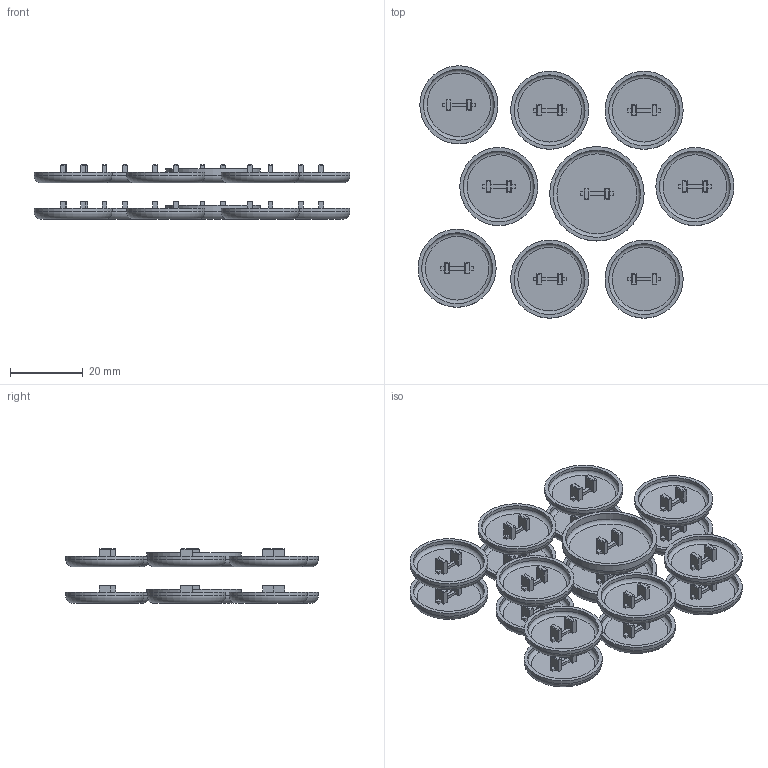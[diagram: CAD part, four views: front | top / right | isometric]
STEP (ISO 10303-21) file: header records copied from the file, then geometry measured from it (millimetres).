
FILE_DESCRIPTION(('FreeCAD Model'),'2;1');
FILE_NAME('Open CASCADE Shape Model','2024-01-13T12:00:15',(''),(''), 'Open CASCADE STEP processor 7.6','FreeCAD','Unknown');
FILE_SCHEMA(('AUTOMOTIVE_DESIGN { 1 0 10303 214 1 1 1 1 }'));
Length unit declared in the file: millimetre
Products named in the file (4): Assembly; LCS_Origin; Body
Assembly tree (19 placements, depth 2):
  Assembly
    LCS_Origin
    Body  x2
    Body  x16
Bounding box: 87 x 69.5 x 15 mm (x, y, z)
Volume: 9284.4 mm3; surface area: 19819.8 mm2
Topology: 18 solids, 18 shells, 648 faces, 1548 edges, 972 vertices
Faces by surface type: plane 576, cylinder 36, torus 36
Full cylindrical faces by diameter (mm): 19.5 x16, 21.5 x16, 24 x2, 26 x2
Entity records: 2248 total; most frequent: CARTESIAN_POINT 372, DIRECTION 372, ORIENTED_EDGE 344, EDGE_CURVE 172, LINE 156, VECTOR 156, AXIS2_PLACEMENT_3D 108, VERTEX_POINT 108
